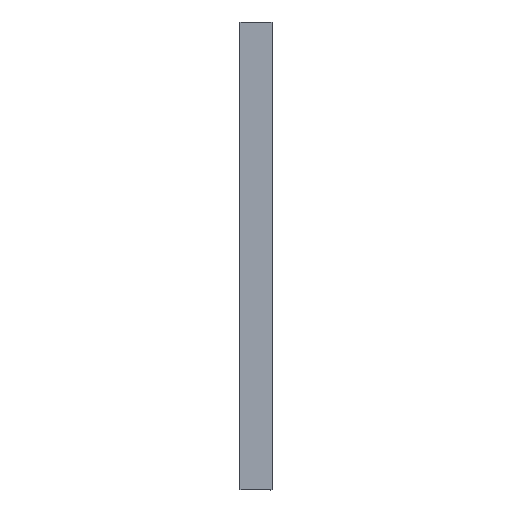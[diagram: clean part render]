
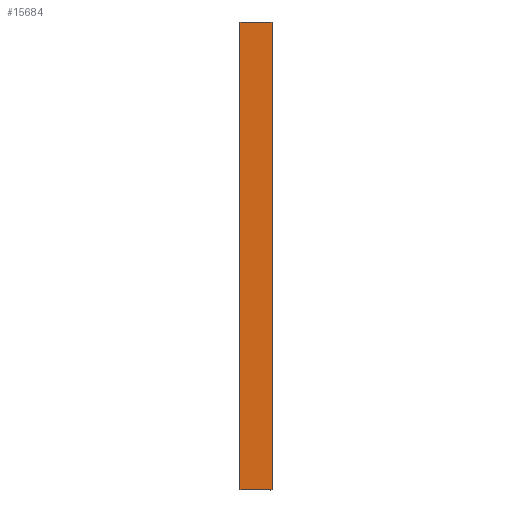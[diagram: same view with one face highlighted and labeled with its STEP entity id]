
A CAD part, front view. The second image highlights one B-rep face of the part: STEP entity #15684.
In plain terms, the highlighted planar face has unit normal (0, -1, 0).
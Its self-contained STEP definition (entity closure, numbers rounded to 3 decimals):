
#4 = EDGE_LOOP ( 'NONE', ( #6205, #5552, #12513, #15263, #10514, #846, #8127, #3918 ) ) ;
#80 = LINE ( 'NONE', #4964, #14942 ) ;
#670 = PLANE ( 'NONE',  #1762 ) ;
#846 = ORIENTED_EDGE ( 'NONE', *, *, #14135, .T. ) ;
#968 = DIRECTION ( 'NONE',  ( -1., 0., 0. ) ) ;
#1258 = CARTESIAN_POINT ( 'NONE',  ( 70., -55., 1000. ) ) ;
#1646 = VECTOR ( 'NONE', #4168, 1000. ) ;
#1660 = CARTESIAN_POINT ( 'NONE',  ( 3., -55., 2000. ) ) ;
#1728 = LINE ( 'NONE', #6630, #11006 ) ;
#1762 = AXIS2_PLACEMENT_3D ( 'NONE', #1891, #14127, #11681 ) ;
#1891 = CARTESIAN_POINT ( 'NONE',  ( 3., -55., 2000. ) ) ;
#1897 = VERTEX_POINT ( 'NONE', #1258 ) ;
#1955 = LINE ( 'NONE', #11914, #1646 ) ;
#1990 = CARTESIAN_POINT ( 'NONE',  ( 67., -55., 2000. ) ) ;
#2516 = CARTESIAN_POINT ( 'NONE',  ( 3., -55., 2000. ) ) ;
#2571 = EDGE_CURVE ( 'NONE', #7544, #9472, #15060, .T. ) ;
#2666 = DIRECTION ( 'NONE',  ( 0., 0., -1. ) ) ;
#2957 = FACE_OUTER_BOUND ( 'NONE', #4, .T. ) ;
#3009 = CARTESIAN_POINT ( 'NONE',  ( 70., -55., 2000. ) ) ;
#3622 = CARTESIAN_POINT ( 'NONE',  ( 3., -55., 1000. ) ) ;
#3895 = CARTESIAN_POINT ( 'NONE',  ( 0., -55., 2000. ) ) ;
#3918 = ORIENTED_EDGE ( 'NONE', *, *, #6734, .F. ) ;
#4116 = LINE ( 'NONE', #2516, #11174 ) ;
#4168 = DIRECTION ( 'NONE',  ( -1., 0., 0. ) ) ;
#4230 = EDGE_CURVE ( 'NONE', #16080, #1897, #15429, .T. ) ;
#4276 = VECTOR ( 'NONE', #968, 1000. ) ;
#4723 = EDGE_CURVE ( 'NONE', #13998, #5880, #12853, .T. ) ;
#4964 = CARTESIAN_POINT ( 'NONE',  ( 3., -55., 2000. ) ) ;
#5455 = VECTOR ( 'NONE', #8128, 1000. ) ;
#5552 = ORIENTED_EDGE ( 'NONE', *, *, #9772, .T. ) ;
#5880 = VERTEX_POINT ( 'NONE', #1660 ) ;
#5949 = CARTESIAN_POINT ( 'NONE',  ( 3., -55., 1000. ) ) ;
#6205 = ORIENTED_EDGE ( 'NONE', *, *, #4723, .T. ) ;
#6538 = EDGE_CURVE ( 'NONE', #9273, #14046, #1955, .T. ) ;
#6630 = CARTESIAN_POINT ( 'NONE',  ( 67., -55., 1000. ) ) ;
#6734 = EDGE_CURVE ( 'NONE', #13998, #16080, #80, .T. ) ;
#6778 = DIRECTION ( 'NONE',  ( 0., 0., -1. ) ) ;
#7544 = VERTEX_POINT ( 'NONE', #10233 ) ;
#7736 = EDGE_CURVE ( 'NONE', #14046, #9472, #12078, .T. ) ;
#8038 = CARTESIAN_POINT ( 'NONE',  ( 3., -55., 2000. ) ) ;
#8127 = ORIENTED_EDGE ( 'NONE', *, *, #4230, .F. ) ;
#8128 = DIRECTION ( 'NONE',  ( -1., 0., 0. ) ) ;
#8969 = DIRECTION ( 'NONE',  ( 1., 0., 0. ) ) ;
#9075 = DIRECTION ( 'NONE',  ( 1., 0., 0. ) ) ;
#9273 = VERTEX_POINT ( 'NONE', #13952 ) ;
#9381 = CARTESIAN_POINT ( 'NONE',  ( 0., -55., 1000. ) ) ;
#9472 = VERTEX_POINT ( 'NONE', #9381 ) ;
#9612 = VECTOR ( 'NONE', #2666, 1000. ) ;
#9772 = EDGE_CURVE ( 'NONE', #5880, #7544, #4116, .T. ) ;
#10233 = CARTESIAN_POINT ( 'NONE',  ( 0., -55., 2000. ) ) ;
#10514 = ORIENTED_EDGE ( 'NONE', *, *, #6538, .F. ) ;
#11006 = VECTOR ( 'NONE', #9075, 1000. ) ;
#11174 = VECTOR ( 'NONE', #12921, 1000. ) ;
#11681 = DIRECTION ( 'NONE',  ( 0., 0., -1. ) ) ;
#11914 = CARTESIAN_POINT ( 'NONE',  ( 3., -55., 1000. ) ) ;
#12078 = LINE ( 'NONE', #5949, #4276 ) ;
#12513 = ORIENTED_EDGE ( 'NONE', *, *, #2571, .T. ) ;
#12822 = CARTESIAN_POINT ( 'NONE',  ( 70., -55., 2000. ) ) ;
#12853 = LINE ( 'NONE', #8038, #5455 ) ;
#12921 = DIRECTION ( 'NONE',  ( -1., 0., 0. ) ) ;
#13785 = VECTOR ( 'NONE', #6778, 1000. ) ;
#13952 = CARTESIAN_POINT ( 'NONE',  ( 67., -55., 1000. ) ) ;
#13998 = VERTEX_POINT ( 'NONE', #1990 ) ;
#14046 = VERTEX_POINT ( 'NONE', #3622 ) ;
#14127 = DIRECTION ( 'NONE',  ( 0., -1., 0. ) ) ;
#14135 = EDGE_CURVE ( 'NONE', #9273, #1897, #1728, .T. ) ;
#14942 = VECTOR ( 'NONE', #8969, 1000. ) ;
#15060 = LINE ( 'NONE', #3895, #9612 ) ;
#15263 = ORIENTED_EDGE ( 'NONE', *, *, #7736, .F. ) ;
#15429 = LINE ( 'NONE', #12822, #13785 ) ;
#15684 = ADVANCED_FACE ( 'NONE', ( #2957 ), #670, .T. ) ;
#16080 = VERTEX_POINT ( 'NONE', #3009 ) ;
